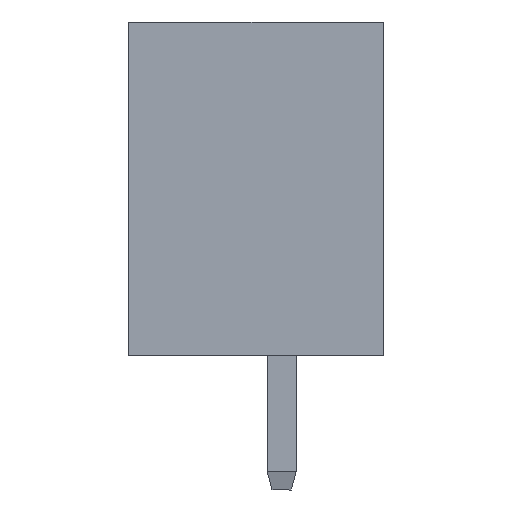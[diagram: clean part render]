
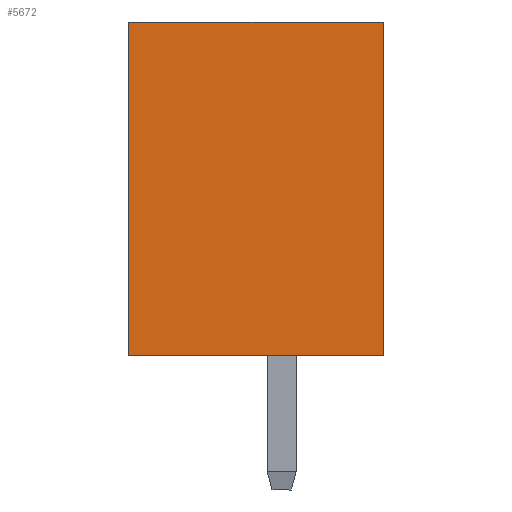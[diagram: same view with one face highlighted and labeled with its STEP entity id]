
A CAD part, left-side view. The second image highlights one B-rep face of the part: STEP entity #5672.
In plain terms, the highlighted planar face has unit normal (-1, 0, 0).
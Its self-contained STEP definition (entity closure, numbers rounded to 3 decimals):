
#169 = VERTEX_POINT ( 'NONE', #2378 ) ;
#1794 = ORIENTED_EDGE ( 'NONE', *, *, #15639, .F. ) ;
#1931 = LINE ( 'NONE', #13883, #8362 ) ;
#1991 = ORIENTED_EDGE ( 'NONE', *, *, #15441, .T. ) ;
#2378 = CARTESIAN_POINT ( 'NONE',  ( -2.345, 2.375, 0.775 ) ) ;
#2439 = ORIENTED_EDGE ( 'NONE', *, *, #5810, .F. ) ;
#3068 = CARTESIAN_POINT ( 'NONE',  ( -2.345, -4.625, 9.925 ) ) ;
#3642 = DIRECTION ( 'NONE',  ( 0., -1., 0. ) ) ;
#4603 = CARTESIAN_POINT ( 'NONE',  ( -2.345, -4.625, 0.775 ) ) ;
#5017 = EDGE_LOOP ( 'NONE', ( #17033, #1794, #2439, #1991 ) ) ;
#5233 = CARTESIAN_POINT ( 'NONE',  ( -2.345, 2.375, 9.925 ) ) ;
#5672 = ADVANCED_FACE ( 'NONE', ( #12308 ), #15499, .F. ) ;
#5810 = EDGE_CURVE ( 'NONE', #169, #12187, #19578, .T. ) ;
#7017 = VECTOR ( 'NONE', #19162, 1000. ) ;
#7658 = CARTESIAN_POINT ( 'NONE',  ( -2.345, 2.375, 9.925 ) ) ;
#8010 = LINE ( 'NONE', #16893, #17430 ) ;
#8043 = VERTEX_POINT ( 'NONE', #4603 ) ;
#8362 = VECTOR ( 'NONE', #15177, 1000. ) ;
#8570 = DIRECTION ( 'NONE',  ( 0., 0., 1. ) ) ;
#11863 = VECTOR ( 'NONE', #8570, 1000. ) ;
#12187 = VERTEX_POINT ( 'NONE', #7658 ) ;
#12308 = FACE_OUTER_BOUND ( 'NONE', #5017, .T. ) ;
#13514 = VERTEX_POINT ( 'NONE', #3068 ) ;
#13825 = DIRECTION ( 'NONE',  ( 0., -1., 0. ) ) ;
#13883 = CARTESIAN_POINT ( 'NONE',  ( -2.345, -4.625, 9.925 ) ) ;
#14029 = DIRECTION ( 'NONE',  ( 1., 0., 0. ) ) ;
#14765 = LINE ( 'NONE', #5233, #7017 ) ;
#15177 = DIRECTION ( 'NONE',  ( 0., 0., 1. ) ) ;
#15441 = EDGE_CURVE ( 'NONE', #169, #8043, #8010, .T. ) ;
#15499 = PLANE ( 'NONE',  #18551 ) ;
#15639 = EDGE_CURVE ( 'NONE', #12187, #13514, #14765, .T. ) ;
#16797 = CARTESIAN_POINT ( 'NONE',  ( -2.345, 2.375, 9.925 ) ) ;
#16893 = CARTESIAN_POINT ( 'NONE',  ( -2.345, 2.375, 0.775 ) ) ;
#17033 = ORIENTED_EDGE ( 'NONE', *, *, #17221, .T. ) ;
#17221 = EDGE_CURVE ( 'NONE', #8043, #13514, #1931, .T. ) ;
#17430 = VECTOR ( 'NONE', #3642, 1000. ) ;
#17891 = CARTESIAN_POINT ( 'NONE',  ( -2.345, 2.375, 9.925 ) ) ;
#18551 = AXIS2_PLACEMENT_3D ( 'NONE', #16797, #14029, #13825 ) ;
#19162 = DIRECTION ( 'NONE',  ( 0., -1., 0. ) ) ;
#19578 = LINE ( 'NONE', #17891, #11863 ) ;
